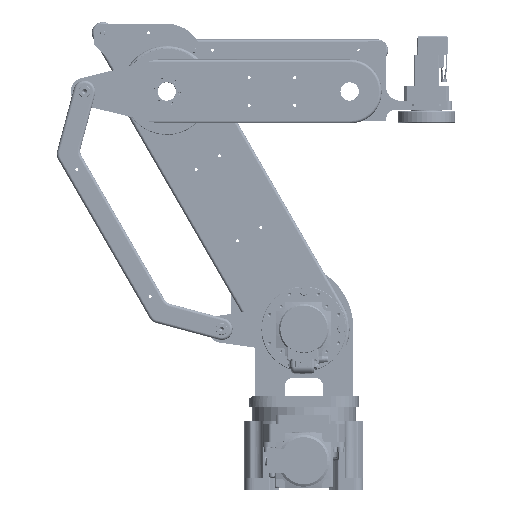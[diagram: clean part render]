
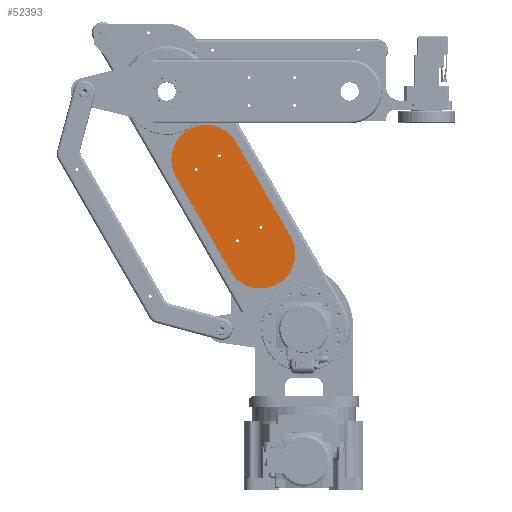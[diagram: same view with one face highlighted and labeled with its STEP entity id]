
A CAD part, front view. The second image highlights one B-rep face of the part: STEP entity #52393.
In plain terms, the highlighted face is planar.
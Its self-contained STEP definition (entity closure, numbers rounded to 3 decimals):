
#4940 = AXIS2_PLACEMENT_3D ( 'NONE', #109261, #147731, #130326 ) ;
#5282 = DIRECTION ( 'NONE',  ( 1., 0., 0. ) ) ;
#6031 = DIRECTION ( 'NONE',  ( 1., 0., 0. ) ) ;
#7089 = AXIS2_PLACEMENT_3D ( 'NONE', #228518, #188740, #58266 ) ;
#8733 = CARTESIAN_POINT ( 'NONE',  ( 121.65, 15., 8. ) ) ;
#10225 = DIRECTION ( 'NONE',  ( 0., 0., 1. ) ) ;
#11464 = DIRECTION ( 'NONE',  ( 1., 0., 0. ) ) ;
#12472 = ORIENTED_EDGE ( 'NONE', *, *, #238088, .F. ) ;
#12672 = ORIENTED_EDGE ( 'NONE', *, *, #208657, .F. ) ;
#15109 = CIRCLE ( 'NONE', #7089, 1.65 ) ;
#15259 = ORIENTED_EDGE ( 'NONE', *, *, #70390, .F. ) ;
#16833 = CIRCLE ( 'NONE', #4940, 1.65 ) ;
#17907 = VERTEX_POINT ( 'NONE', #68321 ) ;
#19293 = ORIENTED_EDGE ( 'NONE', *, *, #194755, .F. ) ;
#21490 = ORIENTED_EDGE ( 'NONE', *, *, #108977, .F. ) ;
#21835 = DIRECTION ( 'NONE',  ( 0., 0., 1. ) ) ;
#27483 = AXIS2_PLACEMENT_3D ( 'NONE', #137243, #97462, #154605 ) ;
#27786 = VERTEX_POINT ( 'NONE', #226364 ) ;
#28301 = CARTESIAN_POINT ( 'NONE',  ( 210., -15., 8. ) ) ;
#30855 = EDGE_LOOP ( 'NONE', ( #86997, #234001 ) ) ;
#31552 = CARTESIAN_POINT ( 'NONE',  ( 95., 0., 8. ) ) ;
#32028 = VERTEX_POINT ( 'NONE', #132950 ) ;
#39081 = VECTOR ( 'NONE', #243050, 1000. ) ;
#40295 = FACE_BOUND ( 'NONE', #146430, .T. ) ;
#45385 = CARTESIAN_POINT ( 'NONE',  ( 120., 15., 8. ) ) ;
#46032 = CARTESIAN_POINT ( 'NONE',  ( 95., 38., 8. ) ) ;
#47403 = AXIS2_PLACEMENT_3D ( 'NONE', #45385, #21835, #97650 ) ;
#49672 = VERTEX_POINT ( 'NONE', #8733 ) ;
#52393 = ADVANCED_FACE ( 'NONE', ( #77574, #210565, #174460, #40295, #153388 ), #61421, .T. ) ;
#58266 = DIRECTION ( 'NONE',  ( 1., 0., 0. ) ) ;
#61421 = PLANE ( 'NONE',  #27483 ) ;
#61660 = AXIS2_PLACEMENT_3D ( 'NONE', #134561, #171801, #174248 ) ;
#62322 = VERTEX_POINT ( 'NONE', #209094 ) ;
#63273 = EDGE_CURVE ( 'NONE', #137662, #62322, #140925, .T. ) ;
#64634 = AXIS2_PLACEMENT_3D ( 'NONE', #93083, #10225, #11464 ) ;
#68321 = CARTESIAN_POINT ( 'NONE',  ( 208.35, -15., 8. ) ) ;
#69474 = ORIENTED_EDGE ( 'NONE', *, *, #63273, .F. ) ;
#70390 = EDGE_CURVE ( 'NONE', #132675, #190638, #217107, .T. ) ;
#71524 = CARTESIAN_POINT ( 'NONE',  ( 214., -38., 8. ) ) ;
#71583 = DIRECTION ( 'NONE',  ( 0., 0., -1. ) ) ;
#71883 = CARTESIAN_POINT ( 'NONE',  ( 120., -15., 8. ) ) ;
#75540 = DIRECTION ( 'NONE',  ( 0., 0., 1. ) ) ;
#75552 = AXIS2_PLACEMENT_3D ( 'NONE', #31552, #201854, #183190 ) ;
#77574 = FACE_BOUND ( 'NONE', #169344, .T. ) ;
#78500 = AXIS2_PLACEMENT_3D ( 'NONE', #71883, #75540, #92974 ) ;
#86997 = ORIENTED_EDGE ( 'NONE', *, *, #137250, .F. ) ;
#92041 = CARTESIAN_POINT ( 'NONE',  ( 121.65, -15., 8. ) ) ;
#92974 = DIRECTION ( 'NONE',  ( 1., 0., 0. ) ) ;
#93083 = CARTESIAN_POINT ( 'NONE',  ( 120., -15., 8. ) ) ;
#93905 = CARTESIAN_POINT ( 'NONE',  ( 214., 0., 8. ) ) ;
#96064 = CARTESIAN_POINT ( 'NONE',  ( 210., -15., 8. ) ) ;
#97462 = DIRECTION ( 'NONE',  ( 0., 0., 1. ) ) ;
#97650 = DIRECTION ( 'NONE',  ( 1., 0., 0. ) ) ;
#101316 = ORIENTED_EDGE ( 'NONE', *, *, #143241, .F. ) ;
#105858 = VERTEX_POINT ( 'NONE', #175312 ) ;
#106245 = EDGE_LOOP ( 'NONE', ( #200201, #233576 ) ) ;
#108977 = EDGE_CURVE ( 'NONE', #62322, #137662, #16833, .T. ) ;
#109261 = CARTESIAN_POINT ( 'NONE',  ( 210., 15., 8. ) ) ;
#110101 = LINE ( 'NONE', #71524, #39081 ) ;
#110667 = DIRECTION ( 'NONE',  ( 0., 0., -1. ) ) ;
#114265 = ORIENTED_EDGE ( 'NONE', *, *, #185004, .F. ) ;
#115019 = VERTEX_POINT ( 'NONE', #186921 ) ;
#127682 = CARTESIAN_POINT ( 'NONE',  ( 208.35, 15., 8. ) ) ;
#128151 = EDGE_LOOP ( 'NONE', ( #19293, #12472, #114265, #12672, #15259 ) ) ;
#130326 = DIRECTION ( 'NONE',  ( 1., 0., 0. ) ) ;
#132675 = VERTEX_POINT ( 'NONE', #211476 ) ;
#132950 = CARTESIAN_POINT ( 'NONE',  ( 118.35, -15., 8. ) ) ;
#134561 = CARTESIAN_POINT ( 'NONE',  ( 210., 15., 8. ) ) ;
#134636 = VERTEX_POINT ( 'NONE', #46032 ) ;
#137243 = CARTESIAN_POINT ( 'NONE',  ( 0., 0., 8. ) ) ;
#137250 = EDGE_CURVE ( 'NONE', #32028, #168741, #171783, .T. ) ;
#137662 = VERTEX_POINT ( 'NONE', #127682 ) ;
#139311 = CARTESIAN_POINT ( 'NONE',  ( 214., -38., 8. ) ) ;
#140925 = CIRCLE ( 'NONE', #61660, 1.65 ) ;
#141685 = AXIS2_PLACEMENT_3D ( 'NONE', #169020, #110667, #244856 ) ;
#143241 = EDGE_CURVE ( 'NONE', #49672, #105858, #15109, .T. ) ;
#144049 = AXIS2_PLACEMENT_3D ( 'NONE', #96064, #171865, #5282 ) ;
#146430 = EDGE_LOOP ( 'NONE', ( #189302, #101316 ) ) ;
#147731 = DIRECTION ( 'NONE',  ( 0., 0., 1. ) ) ;
#153388 = FACE_OUTER_BOUND ( 'NONE', #128151, .T. ) ;
#154605 = DIRECTION ( 'NONE',  ( 1., 0., 0. ) ) ;
#158641 = AXIS2_PLACEMENT_3D ( 'NONE', #28301, #232275, #6031 ) ;
#165879 = CARTESIAN_POINT ( 'NONE',  ( 214., 38., 8. ) ) ;
#168117 = EDGE_CURVE ( 'NONE', #27786, #17907, #211672, .T. ) ;
#168741 = VERTEX_POINT ( 'NONE', #92041 ) ;
#169020 = CARTESIAN_POINT ( 'NONE',  ( 214., 0., 8. ) ) ;
#169344 = EDGE_LOOP ( 'NONE', ( #69474, #21490 ) ) ;
#169909 = CARTESIAN_POINT ( 'NONE',  ( 214., 38., 8. ) ) ;
#170359 = CIRCLE ( 'NONE', #47403, 1.65 ) ;
#171783 = CIRCLE ( 'NONE', #64634, 1.65 ) ;
#171801 = DIRECTION ( 'NONE',  ( 0., 0., 1. ) ) ;
#171865 = DIRECTION ( 'NONE',  ( 0., 0., 1. ) ) ;
#174248 = DIRECTION ( 'NONE',  ( 1., 0., 0. ) ) ;
#174460 = FACE_BOUND ( 'NONE', #30855, .T. ) ;
#175312 = CARTESIAN_POINT ( 'NONE',  ( 118.35, 15., 8. ) ) ;
#183190 = DIRECTION ( 'NONE',  ( 1., 0., 0. ) ) ;
#185004 = EDGE_CURVE ( 'NONE', #115019, #134636, #218575, .T. ) ;
#186921 = CARTESIAN_POINT ( 'NONE',  ( 95., -38., 8. ) ) ;
#188358 = DIRECTION ( 'NONE',  ( 1., 0., 0. ) ) ;
#188740 = DIRECTION ( 'NONE',  ( 0., 0., 1. ) ) ;
#189302 = ORIENTED_EDGE ( 'NONE', *, *, #211351, .F. ) ;
#190638 = VERTEX_POINT ( 'NONE', #139311 ) ;
#193505 = CIRCLE ( 'NONE', #78500, 1.65 ) ;
#194318 = EDGE_CURVE ( 'NONE', #168741, #32028, #193505, .T. ) ;
#194755 = EDGE_CURVE ( 'NONE', #207453, #132675, #213552, .T. ) ;
#197250 = EDGE_CURVE ( 'NONE', #17907, #27786, #238122, .T. ) ;
#200201 = ORIENTED_EDGE ( 'NONE', *, *, #197250, .F. ) ;
#201854 = DIRECTION ( 'NONE',  ( 0., 0., -1. ) ) ;
#204406 = LINE ( 'NONE', #165879, #238791 ) ;
#207453 = VERTEX_POINT ( 'NONE', #169909 ) ;
#208657 = EDGE_CURVE ( 'NONE', #190638, #115019, #110101, .T. ) ;
#209094 = CARTESIAN_POINT ( 'NONE',  ( 211.65, 15., 8. ) ) ;
#210565 = FACE_BOUND ( 'NONE', #106245, .T. ) ;
#211351 = EDGE_CURVE ( 'NONE', #105858, #49672, #170359, .T. ) ;
#211476 = CARTESIAN_POINT ( 'NONE',  ( 252., 0., 8. ) ) ;
#211672 = CIRCLE ( 'NONE', #144049, 1.65 ) ;
#213552 = CIRCLE ( 'NONE', #217621, 38. ) ;
#217107 = CIRCLE ( 'NONE', #141685, 38. ) ;
#217621 = AXIS2_PLACEMENT_3D ( 'NONE', #93905, #71583, #188358 ) ;
#218575 = CIRCLE ( 'NONE', #75552, 38. ) ;
#226364 = CARTESIAN_POINT ( 'NONE',  ( 211.65, -15., 8. ) ) ;
#228518 = CARTESIAN_POINT ( 'NONE',  ( 120., 15., 8. ) ) ;
#232275 = DIRECTION ( 'NONE',  ( 0., 0., 1. ) ) ;
#233576 = ORIENTED_EDGE ( 'NONE', *, *, #168117, .F. ) ;
#234001 = ORIENTED_EDGE ( 'NONE', *, *, #194318, .F. ) ;
#238088 = EDGE_CURVE ( 'NONE', #134636, #207453, #204406, .T. ) ;
#238122 = CIRCLE ( 'NONE', #158641, 1.65 ) ;
#238791 = VECTOR ( 'NONE', #241708, 1000. ) ;
#241708 = DIRECTION ( 'NONE',  ( 1., 0., 0. ) ) ;
#243050 = DIRECTION ( 'NONE',  ( -1., 0., 0. ) ) ;
#244856 = DIRECTION ( 'NONE',  ( 1., 0., 0. ) ) ;
